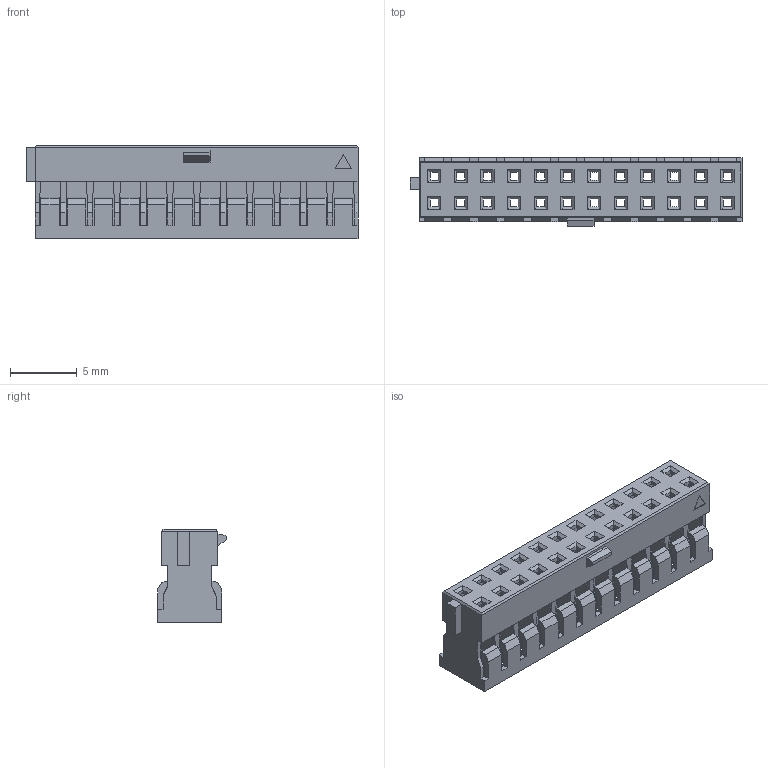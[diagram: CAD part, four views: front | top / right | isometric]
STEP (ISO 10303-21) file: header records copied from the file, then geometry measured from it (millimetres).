
FILE_DESCRIPTION( ('This file contains a STEP AP42 implementation' ,'as created by ZW3D STEP Interface translator.') ,'2;1' );
FILE_NAME( '3121B-2HXXB02.stp' ,'2312 5.171236', (''), ('ZWCAD Software Co.'), 'Version 1.0', 'ZW3D to STEP translator', '' );
FILE_SCHEMA(('AUTOMOTIVE_DESIGN { 1 0 10303 214 1 1 1 1 }'));
Length unit declared in the file: millimetre
Products named in the file (1): 0
Bounding box: 24.9 x 5.15 x 7 mm (x, y, z)
Volume: 341.3 mm3; surface area: 1583.8 mm2
Topology: 1 solids, 1 shells, 908 faces, 2574 edges, 1650 vertices
Faces by surface type: plane 908
Entity records: 29674 total; most frequent: ORIENTED_EDGE 5148, CARTESIAN_POINT 5133, DIRECTION 4392, VECTOR 2574, LINE 2574, EDGE_CURVE 2574, VERTEX_POINT 1650, EDGE_LOOP 986
